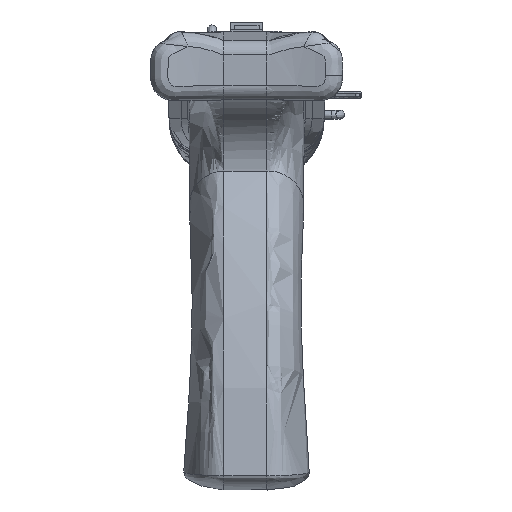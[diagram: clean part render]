
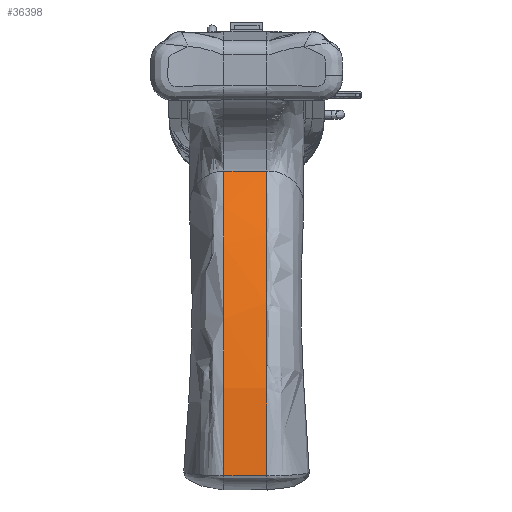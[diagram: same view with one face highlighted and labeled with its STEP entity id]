
A CAD part, front view. The second image highlights one B-rep face of the part: STEP entity #36398.
In plain terms, the highlighted free-form (B-spline) face has degree [3, 1] with [20, 2] control points.
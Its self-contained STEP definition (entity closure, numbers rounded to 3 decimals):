
#5840 = VERTEX_POINT('',#5841);
#5841 = CARTESIAN_POINT('',(39.64,-22.405,
    0.487));
#8024 = VERTEX_POINT('',#8025);
#8025 = CARTESIAN_POINT('',(24.296,-22.405,
    0.487));
#18110 = EDGE_CURVE('',#8024,#5840,#18111,.T.);
#18111 = B_SPLINE_CURVE_WITH_KNOTS('',1,(#18112,#18113),.UNSPECIFIED.,
  .F.,.F.,(2,2),(0.,1.),.PIECEWISE_BEZIER_KNOTS.);
#18112 = CARTESIAN_POINT('',(24.296,-22.405,
    0.487));
#18113 = CARTESIAN_POINT('',(39.64,-22.405,
    0.487));
#34396 = VERTEX_POINT('',#34397);
#34397 = CARTESIAN_POINT('',(24.296,-59.429,
    -108.775));
#34404 = EDGE_CURVE('',#34396,#8024,#34405,.T.);
#34405 = B_SPLINE_CURVE_WITH_KNOTS('',3,(#34406,#34407,#34408,#34409,
    #34410,#34411,#34412,#34413,#34414,#34415,#34416,#34417,#34418,
    #34419,#34420,#34421,#34422,#34423,#34424,#34425),.UNSPECIFIED.,.F.,
  .F.,(4,2,2,2,2,1,1,2,2,2,4),(0.,0.25,0.375,0.438,0.469,0.484,
    0.492,0.496,0.5,0.75,1.),.UNSPECIFIED.);
#34406 = CARTESIAN_POINT('',(24.296,-59.429,
    -108.775));
#34407 = CARTESIAN_POINT('',(24.296,-59.188,
    -96.777));
#34408 = CARTESIAN_POINT('',(24.295,-57.93,
    -85.953));
#34409 = CARTESIAN_POINT('',(24.295,-55.252,
    -71.581));
#34410 = CARTESIAN_POINT('',(24.295,-54.223,
    -67.1));
#34411 = CARTESIAN_POINT('',(24.295,-52.557,
    -60.821));
#34412 = CARTESIAN_POINT('',(24.296,-51.98,
    -58.801));
#34413 = CARTESIAN_POINT('',(24.296,-51.095,
    -55.876));
#34414 = CARTESIAN_POINT('',(24.296,-50.796,
    -54.919));
#34415 = CARTESIAN_POINT('',(24.296,-50.343,
    -53.509));
#34416 = CARTESIAN_POINT('',(24.296,-50.116,
    -52.811));
#34417 = CARTESIAN_POINT('',(24.296,-49.849,
    -52.007));
#34418 = CARTESIAN_POINT('',(24.296,-49.734,
    -51.665));
#34419 = CARTESIAN_POINT('',(24.296,-49.657,
    -51.437));
#34420 = CARTESIAN_POINT('',(24.296,-49.632,
    -51.362));
#34421 = CARTESIAN_POINT('',(24.296,-46.284,
    -41.477));
#34422 = CARTESIAN_POINT('',(24.296,-42.343,
    -32.51));
#34423 = CARTESIAN_POINT('',(24.296,-33.287,
    -15.445));
#34424 = CARTESIAN_POINT('',(24.296,-28.162,
    -7.356));
#34425 = CARTESIAN_POINT('',(24.296,-22.405,
    0.487));
#35290 = EDGE_CURVE('',#35291,#5840,#35293,.T.);
#35291 = VERTEX_POINT('',#35292);
#35292 = CARTESIAN_POINT('',(39.64,-59.429,
    -108.775));
#35293 = B_SPLINE_CURVE_WITH_KNOTS('',3,(#35294,#35295,#35296,#35297,
    #35298,#35299,#35300,#35301,#35302,#35303,#35304,#35305,#35306,
    #35307,#35308,#35309,#35310,#35311,#35312,#35313),.UNSPECIFIED.,.F.,
  .F.,(4,2,2,2,2,2,2,2,2,4),(0.,0.125,0.188,0.25,0.375,0.5,0.625,0.75,
    0.875,1.),.UNSPECIFIED.);
#35294 = CARTESIAN_POINT('',(39.64,-59.429,
    -108.775));
#35295 = CARTESIAN_POINT('',(39.64,-59.331,
    -103.888));
#35296 = CARTESIAN_POINT('',(39.64,-59.058,
    -99.004));
#35297 = CARTESIAN_POINT('',(39.64,-58.383,
    -91.71));
#35298 = CARTESIAN_POINT('',(39.64,-58.114,
    -89.283));
#35299 = CARTESIAN_POINT('',(39.64,-57.485,
    -84.439));
#35300 = CARTESIAN_POINT('',(39.64,-57.125,
    -82.021));
#35301 = CARTESIAN_POINT('',(39.64,-55.908,
    -74.794));
#35302 = CARTESIAN_POINT('',(39.64,-54.912,
    -70.013));
#35303 = CARTESIAN_POINT('',(39.64,-52.531,
    -60.533));
#35304 = CARTESIAN_POINT('',(39.64,-51.149,
    -55.841));
#35305 = CARTESIAN_POINT('',(39.64,-48.012,
    -46.58));
#35306 = CARTESIAN_POINT('',(39.64,-46.257,
    -42.013));
#35307 = CARTESIAN_POINT('',(39.64,-42.387,
    -33.042));
#35308 = CARTESIAN_POINT('',(39.64,-40.277,
    -28.638));
#35309 = CARTESIAN_POINT('',(39.64,-35.711,
    -19.993));
#35310 = CARTESIAN_POINT('',(39.64,-33.26,
    -15.759));
#35311 = CARTESIAN_POINT('',(39.64,-28.053,
    -7.488));
#35312 = CARTESIAN_POINT('',(39.64,-25.298,
    -3.454));
#35313 = CARTESIAN_POINT('',(39.64,-22.405,
    0.487));
#36398 = ADVANCED_FACE('',(#36399),#36409,.F.);
#36399 = FACE_BOUND('',#36400,.F.);
#36400 = EDGE_LOOP('',(#36401,#36402,#36403,#36408));
#36401 = ORIENTED_EDGE('',*,*,#18110,.T.);
#36402 = ORIENTED_EDGE('',*,*,#35290,.F.);
#36403 = ORIENTED_EDGE('',*,*,#36404,.F.);
#36404 = EDGE_CURVE('',#34396,#35291,#36405,.T.);
#36405 = B_SPLINE_CURVE_WITH_KNOTS('',1,(#36406,#36407),.UNSPECIFIED.,
  .F.,.F.,(2,2),(0.,1.),.PIECEWISE_BEZIER_KNOTS.);
#36406 = CARTESIAN_POINT('',(24.296,-59.429,
    -108.775));
#36407 = CARTESIAN_POINT('',(39.64,-59.429,
    -108.775));
#36408 = ORIENTED_EDGE('',*,*,#34404,.T.);
#36409 = B_SPLINE_SURFACE_WITH_KNOTS('',3,1,(
    (#36410,#36411)
    ,(#36412,#36413)
    ,(#36414,#36415)
    ,(#36416,#36417)
    ,(#36418,#36419)
    ,(#36420,#36421)
    ,(#36422,#36423)
    ,(#36424,#36425)
    ,(#36426,#36427)
    ,(#36428,#36429)
    ,(#36430,#36431)
    ,(#36432,#36433)
    ,(#36434,#36435)
    ,(#36436,#36437)
    ,(#36438,#36439)
    ,(#36440,#36441)
    ,(#36442,#36443)
    ,(#36444,#36445)
    ,(#36446,#36447)
    ,(#36448,#36449
    )),.UNSPECIFIED.,.F.,.F.,.F.,(4,2,2,2,2,2,2,2,2,4),(2,2),(0.,0.125,
    0.188,0.25,0.375,0.5,0.625,0.75,0.875,1.),(0.,12.)
  ,.UNSPECIFIED.);
#36410 = CARTESIAN_POINT('',(24.295,-59.429,
    -108.775));
#36411 = CARTESIAN_POINT('',(39.64,-59.429,
    -108.775));
#36412 = CARTESIAN_POINT('',(24.295,-59.331,
    -103.888));
#36413 = CARTESIAN_POINT('',(39.64,-59.331,
    -103.888));
#36414 = CARTESIAN_POINT('',(24.295,-59.058,
    -99.004));
#36415 = CARTESIAN_POINT('',(39.64,-59.058,
    -99.004));
#36416 = CARTESIAN_POINT('',(24.295,-58.383,
    -91.71));
#36417 = CARTESIAN_POINT('',(39.64,-58.383,
    -91.71));
#36418 = CARTESIAN_POINT('',(24.295,-58.114,
    -89.283));
#36419 = CARTESIAN_POINT('',(39.64,-58.114,
    -89.283));
#36420 = CARTESIAN_POINT('',(24.295,-57.485,
    -84.439));
#36421 = CARTESIAN_POINT('',(39.64,-57.485,
    -84.439));
#36422 = CARTESIAN_POINT('',(24.295,-57.125,
    -82.021));
#36423 = CARTESIAN_POINT('',(39.64,-57.125,
    -82.021));
#36424 = CARTESIAN_POINT('',(24.295,-55.908,
    -74.794));
#36425 = CARTESIAN_POINT('',(39.64,-55.908,
    -74.794));
#36426 = CARTESIAN_POINT('',(24.295,-54.912,
    -70.013));
#36427 = CARTESIAN_POINT('',(39.64,-54.912,
    -70.013));
#36428 = CARTESIAN_POINT('',(24.295,-52.531,
    -60.533));
#36429 = CARTESIAN_POINT('',(39.64,-52.531,
    -60.533));
#36430 = CARTESIAN_POINT('',(24.295,-51.149,
    -55.841));
#36431 = CARTESIAN_POINT('',(39.64,-51.149,
    -55.841));
#36432 = CARTESIAN_POINT('',(24.295,-48.012,
    -46.58));
#36433 = CARTESIAN_POINT('',(39.64,-48.012,
    -46.58));
#36434 = CARTESIAN_POINT('',(24.295,-46.257,
    -42.013));
#36435 = CARTESIAN_POINT('',(39.64,-46.257,
    -42.013));
#36436 = CARTESIAN_POINT('',(24.295,-42.387,
    -33.042));
#36437 = CARTESIAN_POINT('',(39.64,-42.387,
    -33.042));
#36438 = CARTESIAN_POINT('',(24.295,-40.277,
    -28.638));
#36439 = CARTESIAN_POINT('',(39.64,-40.277,
    -28.638));
#36440 = CARTESIAN_POINT('',(24.295,-35.711,
    -19.993));
#36441 = CARTESIAN_POINT('',(39.64,-35.711,
    -19.993));
#36442 = CARTESIAN_POINT('',(24.295,-33.26,
    -15.759));
#36443 = CARTESIAN_POINT('',(39.64,-33.26,
    -15.759));
#36444 = CARTESIAN_POINT('',(24.295,-28.053,
    -7.488));
#36445 = CARTESIAN_POINT('',(39.64,-28.053,
    -7.488));
#36446 = CARTESIAN_POINT('',(24.295,-25.298,
    -3.454));
#36447 = CARTESIAN_POINT('',(39.64,-25.298,
    -3.454));
#36448 = CARTESIAN_POINT('',(24.295,-22.405,
    0.487));
#36449 = CARTESIAN_POINT('',(39.64,-22.405,
    0.487));
